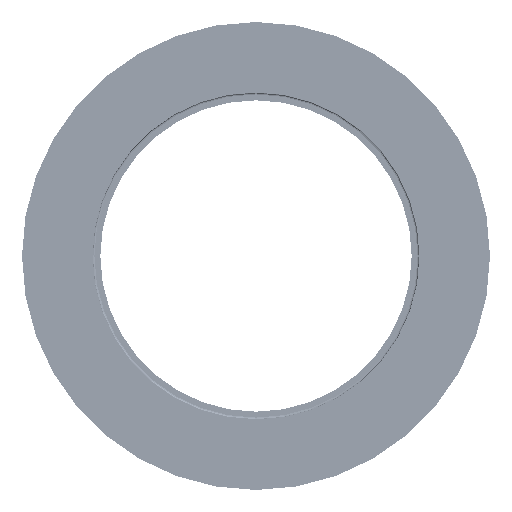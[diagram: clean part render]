
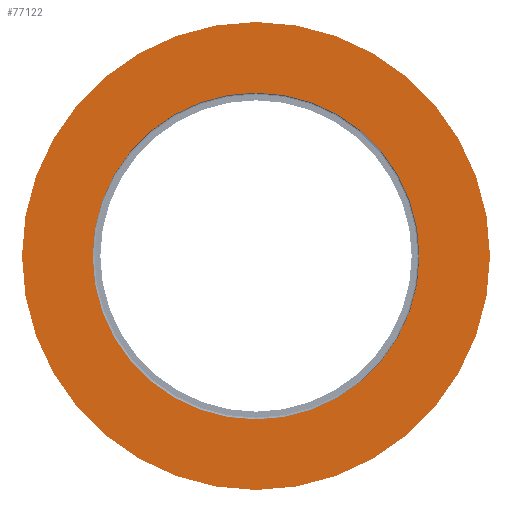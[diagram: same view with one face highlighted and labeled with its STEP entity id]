
A CAD part, left-side view. The second image highlights one B-rep face of the part: STEP entity #77122.
In plain terms, the highlighted planar face has unit normal (-1, 0, 0).
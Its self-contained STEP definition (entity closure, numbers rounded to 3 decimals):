
#5618 = DIRECTION ( 'NONE',  ( 1., 0., 0. ) ) ;
#6396 = DIRECTION ( 'NONE',  ( 0., 0., -1. ) ) ;
#7424 = CARTESIAN_POINT ( 'NONE',  ( 0., 26.2, 0. ) ) ;
#13181 = CIRCLE ( 'NONE', #76359, 37.5 ) ;
#14852 = CIRCLE ( 'NONE', #94957, 26.2 ) ;
#17118 = PLANE ( 'NONE',  #17788 ) ;
#17788 = AXIS2_PLACEMENT_3D ( 'NONE', #7424, #5618, #6396 ) ;
#23315 = VERTEX_POINT ( 'NONE', #83515 ) ;
#29873 = FACE_OUTER_BOUND ( 'NONE', #67799, .T. ) ;
#31295 = CARTESIAN_POINT ( 'NONE',  ( 0., 0., -26.2 ) ) ;
#36927 = VERTEX_POINT ( 'NONE', #31295 ) ;
#37255 = ORIENTED_EDGE ( 'NONE', *, *, #74161, .F. ) ;
#38284 = ORIENTED_EDGE ( 'NONE', *, *, #89341, .T. ) ;
#43061 = DIRECTION ( 'NONE',  ( -1., 0., 0. ) ) ;
#45627 = CARTESIAN_POINT ( 'NONE',  ( 0., 0., 0. ) ) ;
#45783 = CARTESIAN_POINT ( 'NONE',  ( 0., 0., 26.2 ) ) ;
#55136 = AXIS2_PLACEMENT_3D ( 'NONE', #45627, #43061, #59703 ) ;
#55688 = VERTEX_POINT ( 'NONE', #61825 ) ;
#56092 = VERTEX_POINT ( 'NONE', #45783 ) ;
#59703 = DIRECTION ( 'NONE',  ( 0., 0., 1. ) ) ;
#61825 = CARTESIAN_POINT ( 'NONE',  ( 0., 0., 37.5 ) ) ;
#62626 = EDGE_CURVE ( 'NONE', #23315, #55688, #13181, .T. ) ;
#67799 = EDGE_LOOP ( 'NONE', ( #38284, #91421 ) ) ;
#70941 = EDGE_LOOP ( 'NONE', ( #37255, #79520 ) ) ;
#74161 = EDGE_CURVE ( 'NONE', #56092, #36927, #14852, .T. ) ;
#74743 = AXIS2_PLACEMENT_3D ( 'NONE', #107280, #107141, #107035 ) ;
#76359 = AXIS2_PLACEMENT_3D ( 'NONE', #102614, #102361, #102338 ) ;
#77122 = ADVANCED_FACE ( 'NONE', ( #97619, #29873 ), #17118, .F. ) ;
#79074 = EDGE_CURVE ( 'NONE', #36927, #56092, #79148, .T. ) ;
#79148 = CIRCLE ( 'NONE', #55136, 26.2 ) ;
#79520 = ORIENTED_EDGE ( 'NONE', *, *, #79074, .F. ) ;
#79784 = CARTESIAN_POINT ( 'NONE',  ( 0., 0., 0. ) ) ;
#79918 = DIRECTION ( 'NONE',  ( -1., 0., 0. ) ) ;
#80154 = DIRECTION ( 'NONE',  ( 0., 0., 1. ) ) ;
#83515 = CARTESIAN_POINT ( 'NONE',  ( 0., 0., -37.5 ) ) ;
#86916 = CIRCLE ( 'NONE', #74743, 37.5 ) ;
#89341 = EDGE_CURVE ( 'NONE', #55688, #23315, #86916, .T. ) ;
#91421 = ORIENTED_EDGE ( 'NONE', *, *, #62626, .T. ) ;
#94957 = AXIS2_PLACEMENT_3D ( 'NONE', #79784, #79918, #80154 ) ;
#97619 = FACE_BOUND ( 'NONE', #70941, .T. ) ;
#102338 = DIRECTION ( 'NONE',  ( 0., 0., 1. ) ) ;
#102361 = DIRECTION ( 'NONE',  ( -1., 0., 0. ) ) ;
#102614 = CARTESIAN_POINT ( 'NONE',  ( 0., 0., 0. ) ) ;
#107035 = DIRECTION ( 'NONE',  ( 0., 0., 1. ) ) ;
#107141 = DIRECTION ( 'NONE',  ( -1., 0., 0. ) ) ;
#107280 = CARTESIAN_POINT ( 'NONE',  ( 0., 0., 0. ) ) ;
